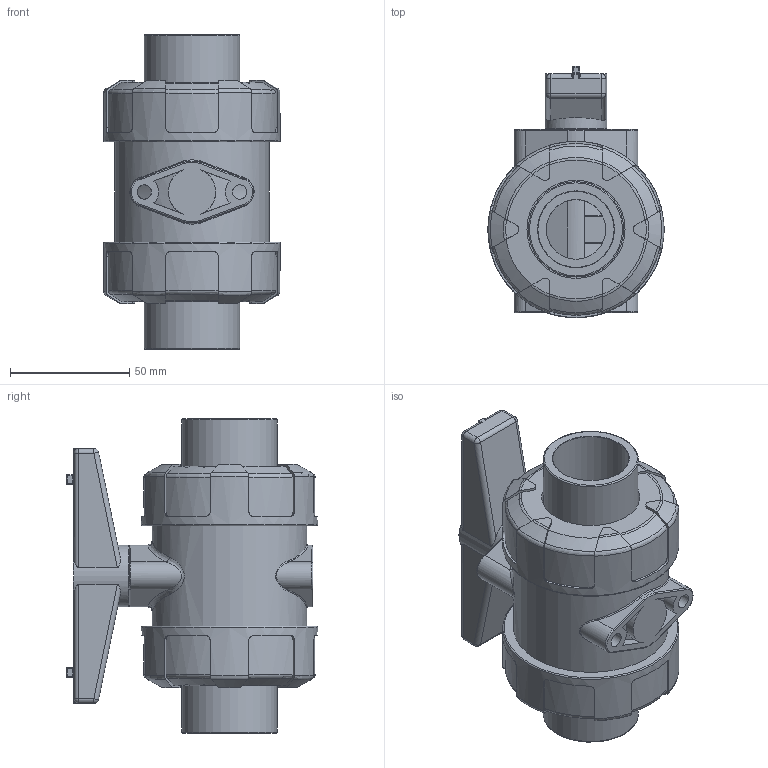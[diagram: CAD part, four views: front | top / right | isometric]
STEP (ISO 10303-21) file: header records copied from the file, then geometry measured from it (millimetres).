
FILE_DESCRIPTION(/* description */ (''),/* implementation_level */ '2;1');
FILE_NAME(/* name */ 'DN25_3D_STEP.stp',/* time_stamp */ '2025-07-03T15:59:43+03:00',/* author */ ('igorr'),/* organization */ (''),/* preprocessor_version */ 'ST-DEVELOPER v20',/* originating_system */ 'Autodesk Inventor 2025',/* authorisation */ '');
FILE_SCHEMA (('AUTOMOTIVE_DESIGN { 1 0 10303 214 3 1 1 }'));
Length unit declared in the file: millimetre
Products named in the file (1): Деталь1
Bounding box: 74 x 105.5 x 132 mm (x, y, z)
Volume: 376848 mm3; surface area: 64555.3 mm2
Topology: 1 solids, 4 shells, 475 faces, 1218 edges, 773 vertices
Faces by surface type: cylinder 167, plane 136, torus 66, bspline 60, cone 26, sphere 20
Full cylindrical faces by diameter (mm): 6 x4, 12 x1, 19.883 x1, 25 x2, 26 x1, 32 x2, 40 x2, 41.2 x2, 65 x1, 74 x2
Entity records: 17919 total; most frequent: CARTESIAN_POINT 6550, ORIENTED_EDGE 2428, DIRECTION 2041, EDGE_CURVE 1214, AXIS2_PLACEMENT_3D 790, VERTEX_POINT 773, EDGE_LOOP 501, FACE_OUTER_BOUND 475
